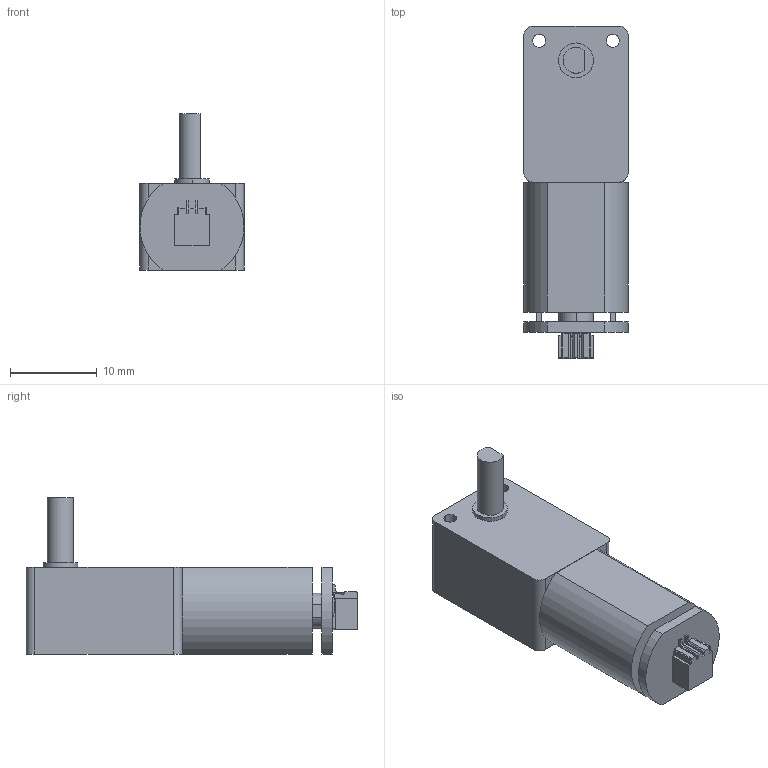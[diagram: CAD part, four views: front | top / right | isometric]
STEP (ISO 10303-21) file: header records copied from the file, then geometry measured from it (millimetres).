
FILE_DESCRIPTION((''),'2;1');
FILE_NAME('_N20-0003','2024-03-08T20:55:01',('qun.dong'),(''),'CREO PARAMETRIC BY PTC INC, 2019164','CREO PARAMETRIC BY PTC INC, 2019164','');
FILE_SCHEMA(('CONFIG_CONTROL_DESIGN','SHAPE_APPEARANCE_LAYERS_GROUPS'));
Length unit declared in the file: millimetre
Products named in the file (1): _N20-0003
Bounding box: 12 x 38.28 x 18 mm (x, y, z)
Volume: 3901.9 mm3; surface area: 2312.4 mm2
Topology: 2 solids, 2 shells, 201 faces, 530 edges, 340 vertices
Faces by surface type: plane 168, cylinder 33
Entity records: 7794 total; most frequent: CARTESIAN_POINT 1071, ORIENTED_EDGE 1060, DIRECTION 1002, EDGE_CURVE 530, VECTOR 460, LINE 460, VERTEX_POINT 340, COLOUR_RGB 317
